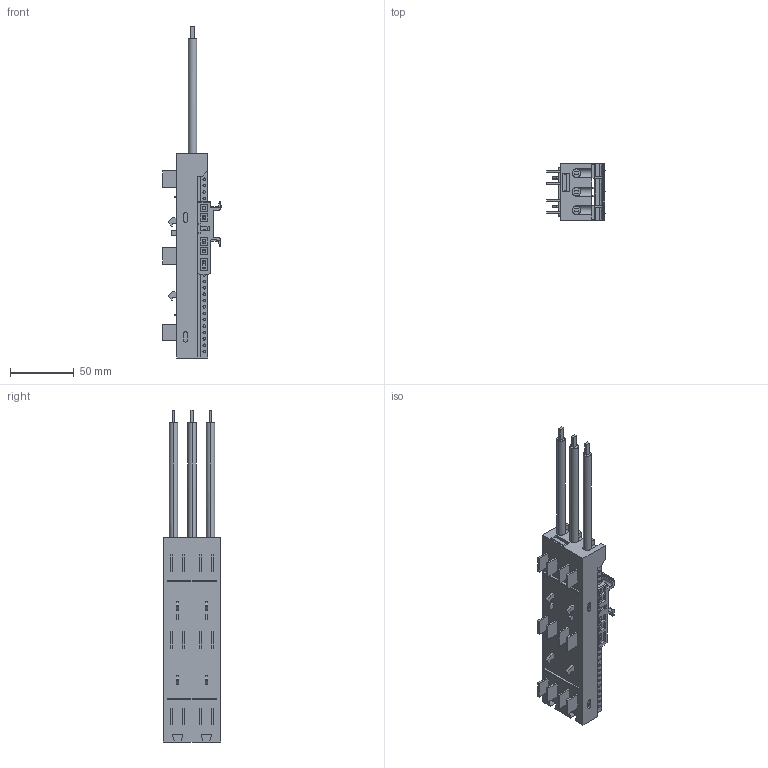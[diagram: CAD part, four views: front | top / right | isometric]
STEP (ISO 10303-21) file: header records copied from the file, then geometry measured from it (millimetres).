
FILE_DESCRIPTION(('CATIA V5 STEP Exchange','CAx-IF Rec.Pracs.--- Model Styling and Organization---1.2---2011-12-15'),'2;1');
FILE_NAME('EQUES comfort 10,0qmm .stp','2016-11-21T14:45:19+00:00',('none'),('none'),'Version 5-6 Release 2012','CATIA V5 STEP AP214','none');
FILE_SCHEMA(('AUTOMOTIVE_DESIGN { 1 0 10303 214 1 1 1 1 }'));
Products named in the file (5): EQUES comfort einfach; EQUES45_comfort_einfach; Rastelement neu; 79350000; 80034000
Assembly tree (4 placements, depth 2):
  EQUES comfort einfach
    EQUES45_comfort_einfach
    Rastelement neu
    79350000
    80034000
Bounding box: 46.1 x 45 x 260 mm (x, y, z)
Volume: 151755.2 mm3; surface area: 54567.5 mm2
Topology: 8 solids, 8 shells, 1415 faces, 3621 edges, 2393 vertices
Faces by surface type: plane 911, cylinder 331, bspline 142, torus 15, sphere 11, cone 5
Entity records: 50762 total; most frequent: CARTESIAN_POINT 19312, ORIENTED_EDGE 7228, DIRECTION 4395, EDGE_CURVE 3614, VERTEX_POINT 2393, VECTOR 1901, LINE 1901, EDGE_LOOP 1635
